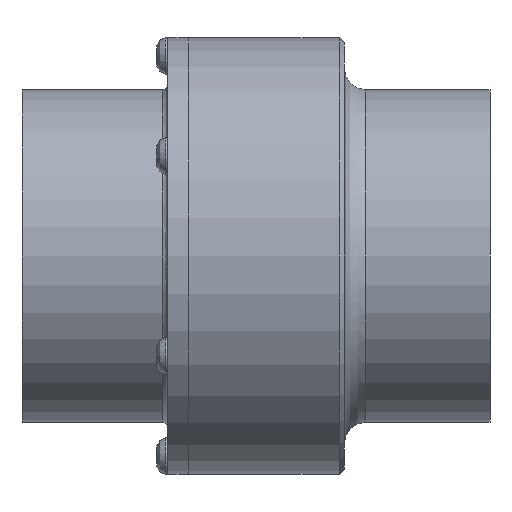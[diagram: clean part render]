
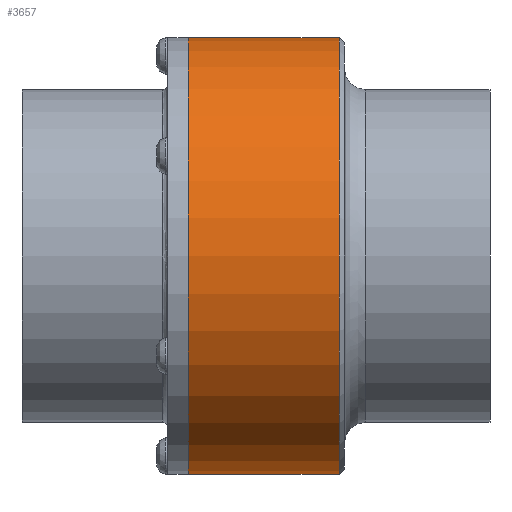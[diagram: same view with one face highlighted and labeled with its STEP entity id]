
A CAD part, front view. The second image highlights one B-rep face of the part: STEP entity #3657.
In plain terms, the highlighted cylindrical face has radius 66.675 mm (diameter 133.35 mm), a full revolution.
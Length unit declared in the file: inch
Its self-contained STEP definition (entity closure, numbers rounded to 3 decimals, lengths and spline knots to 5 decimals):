
#3370=CARTESIAN_POINT('',(15.67804,10.91308,0.0));
#3371=VERTEX_POINT('',#3370);
#3372=CARTESIAN_POINT('',(14.83804,10.91308,0.0));
#3373=VERTEX_POINT('',#3372);
#3374=CARTESIAN_POINT('',(15.67804,10.91308,0.));
#3375=CARTESIAN_POINT('',(15.67804,10.91308,0.05278));
#3376=CARTESIAN_POINT('',(15.66743,10.91133,0.10901));
#3377=CARTESIAN_POINT('',(15.62445,10.90499,0.21228));
#3378=CARTESIAN_POINT('',(15.59208,10.90051,0.25934));
#3379=CARTESIAN_POINT('',(15.51754,10.89207,0.33358));
#3380=CARTESIAN_POINT('',(15.47039,10.88757,0.36575));
#3381=CARTESIAN_POINT('',(15.36701,10.8812,0.40843));
#3382=CARTESIAN_POINT('',(15.31079,10.87943,0.41895));
#3383=CARTESIAN_POINT('',(15.20529,10.87943,0.41895));
#3384=CARTESIAN_POINT('',(15.14907,10.8812,0.40843));
#3385=CARTESIAN_POINT('',(15.04569,10.88757,0.36575));
#3386=CARTESIAN_POINT('',(14.99854,10.89207,0.33358));
#3387=CARTESIAN_POINT('',(14.924,10.90051,0.25934));
#3388=CARTESIAN_POINT('',(14.89163,10.90499,0.21228));
#3389=CARTESIAN_POINT('',(14.84865,10.91133,0.10901));
#3390=CARTESIAN_POINT('',(14.83804,10.91308,0.05278));
#3391=CARTESIAN_POINT('',(14.83804,10.91308,0.));
#3392=B_SPLINE_CURVE_WITH_KNOTS('',3,(#3374,#3375,#3376,#3377,#3378,#3379,#3380,#3381,#3382,#3383,#3384,#3385,#3386,#3387,#3388,#3389,#3390,#3391),.UNSPECIFIED.,.F.,.U.,(4,2,2,2,2,2,2,2,4),(0.63321,0.79155,0.9499,1.10816,1.26642,1.42467,1.58293,1.74128,1.89962),.UNSPECIFIED.);
#3393=EDGE_CURVE('',#3371,#3373,#3392,.T.);
#3395=CARTESIAN_POINT('',(14.83804,10.91308,0.));
#3396=CARTESIAN_POINT('',(14.83804,10.91308,-0.05278));
#3397=CARTESIAN_POINT('',(14.84865,10.91133,-0.10901));
#3398=CARTESIAN_POINT('',(14.89163,10.90499,-0.21228));
#3399=CARTESIAN_POINT('',(14.924,10.90051,-0.25934));
#3400=CARTESIAN_POINT('',(14.99854,10.89207,-0.33358));
#3401=CARTESIAN_POINT('',(15.04569,10.88757,-0.36575));
#3402=CARTESIAN_POINT('',(15.14907,10.8812,-0.40843));
#3403=CARTESIAN_POINT('',(15.20529,10.87943,-0.41895));
#3404=CARTESIAN_POINT('',(15.25804,10.87943,-0.41895));
#3405=CARTESIAN_POINT('',(15.31079,10.87943,-0.41895));
#3406=CARTESIAN_POINT('',(15.36701,10.8812,-0.40843));
#3407=CARTESIAN_POINT('',(15.47039,10.88757,-0.36575));
#3408=CARTESIAN_POINT('',(15.51754,10.89207,-0.33358));
#3409=CARTESIAN_POINT('',(15.59208,10.90051,-0.25934));
#3410=CARTESIAN_POINT('',(15.62445,10.90499,-0.21228));
#3411=CARTESIAN_POINT('',(15.66743,10.91133,-0.10901));
#3412=CARTESIAN_POINT('',(15.67804,10.91308,-0.05278));
#3413=CARTESIAN_POINT('',(15.67804,10.91308,0.));
#3414=B_SPLINE_CURVE_WITH_KNOTS('',3,(#3395,#3396,#3397,#3398,#3399,#3400,#3401,#3402,#3403,#3404,#3405,#3406,#3407,#3408,#3409,#3410,#3411,#3412,#3413),.UNSPECIFIED.,.F.,.U.,(4,2,2,2,3,2,2,2,4),(1.89962,2.05797,2.21632,2.37457,2.53283,2.69109,2.84935,3.00769,3.16604),.UNSPECIFIED.);
#3415=EDGE_CURVE('',#3373,#3371,#3414,.T.);
#3619=CARTESIAN_POINT('',(16.19554,10.91308,0.0));
#3620=VERTEX_POINT('',#3619);
#3621=CARTESIAN_POINT('',(16.19554,8.28808,0.0));
#3622=DIRECTION('',(-1.0,0.0,0.0));
#3623=DIRECTION('',(0.0,1.0,0.0));
#3624=AXIS2_PLACEMENT_3D('',#3621,#3622,#3623);
#3625=CIRCLE('',#3624,2.625);
#3626=EDGE_CURVE('',#3620,#3620,#3625,.T.);
#3634=CARTESIAN_POINT('',(15.28929,8.28808,0.0));
#3635=DIRECTION('',(-1.0,0.0,0.0));
#3636=DIRECTION('',(0.0,1.0,0.0));
#3637=AXIS2_PLACEMENT_3D('',#3634,#3635,#3636);
#3638=CYLINDRICAL_SURFACE('',#3637,2.625);
#3639=CARTESIAN_POINT('',(14.38304,10.91308,0.0));
#3640=VERTEX_POINT('',#3639);
#3641=CARTESIAN_POINT('',(14.38304,8.28808,0.0));
#3642=DIRECTION('',(-1.0,0.0,0.0));
#3643=DIRECTION('',(0.0,1.0,0.0));
#3644=AXIS2_PLACEMENT_3D('',#3641,#3642,#3643);
#3645=CIRCLE('',#3644,2.625);
#3646=EDGE_CURVE('',#3640,#3640,#3645,.T.);
#3647=ORIENTED_EDGE('',*,*,#3646,.F.);
#3648=EDGE_LOOP('',(#3647));
#3649=FACE_OUTER_BOUND('',#3648,.T.);
#3650=ORIENTED_EDGE('',*,*,#3393,.T.);
#3651=ORIENTED_EDGE('',*,*,#3415,.T.);
#3652=EDGE_LOOP('',(#3650,#3651));
#3653=FACE_BOUND('',#3652,.T.);
#3654=ORIENTED_EDGE('',*,*,#3626,.T.);
#3655=EDGE_LOOP('',(#3654));
#3656=FACE_BOUND('',#3655,.T.);
#3657=ADVANCED_FACE('',(#3649,#3653,#3656),#3638,.T.);
